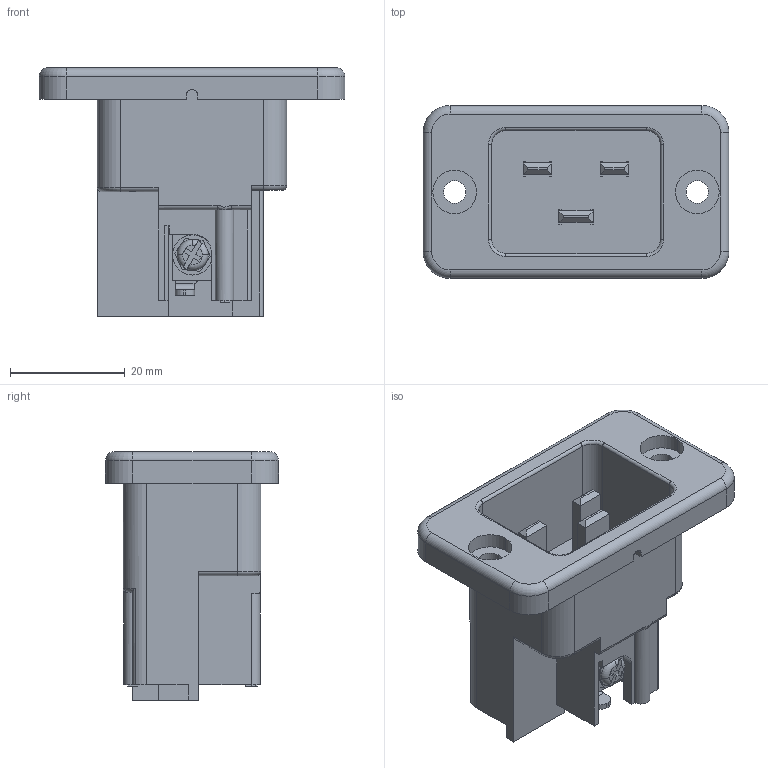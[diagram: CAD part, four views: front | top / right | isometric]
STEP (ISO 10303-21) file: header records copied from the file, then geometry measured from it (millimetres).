
FILE_DESCRIPTION (( 'STEP AP203' ), '1' );
FILE_NAME ('1333N14_IEC Connector.STEP', '2021-09-09T13:34:36', ( 'Administrator' ), ( 'Managed by Terraform' ), 'SwSTEP 2.0', 'SolidWorks 2017', '' );
FILE_SCHEMA (( 'CONFIG_CONTROL_DESIGN' ));
Length unit declared in the file: inch
Products named in the file (1): 1333N14_IEC Connector
Bounding box: 53.2 x 30.1 x 43.2 mm (x, y, z)
Volume: 14433.4 mm3; surface area: 13980.1 mm2
Topology: 1 solids, 1 shells, 517 faces, 1391 edges, 903 vertices
Faces by surface type: plane 337, cylinder 124, torus 33, bspline 23
Entity records: 17418 total; most frequent: CARTESIAN_POINT 4337, ORIENTED_EDGE 2782, DIRECTION 2602, EDGE_CURVE 1391, VECTOR 980, LINE 980, VERTEX_POINT 903, AXIS2_PLACEMENT_3D 811
